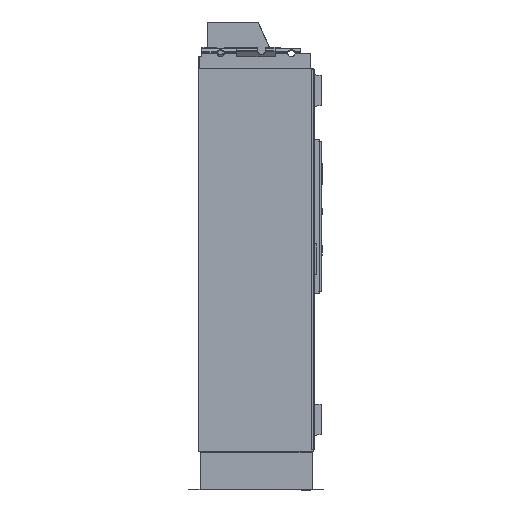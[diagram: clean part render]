
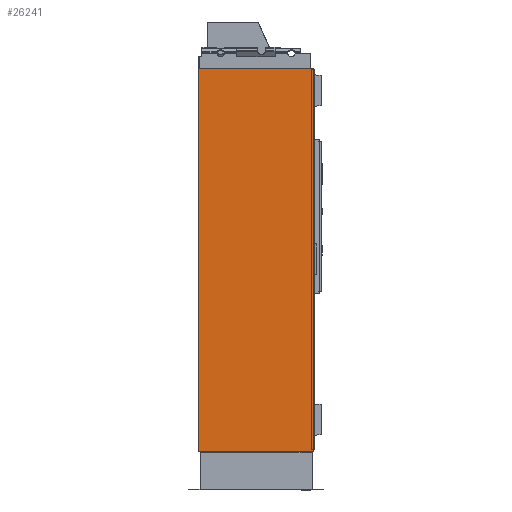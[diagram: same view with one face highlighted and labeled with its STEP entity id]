
A CAD part, left-side view. The second image highlights one B-rep face of the part: STEP entity #26241.
In plain terms, the highlighted planar face has unit normal (-1, 0, 0).
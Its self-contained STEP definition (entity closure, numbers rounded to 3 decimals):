
#26241=ADVANCED_FACE('',(#32755),#29520,.T.);
#29520=PLANE('',#97435);
#32755=FACE_OUTER_BOUND('',#37725,.T.);
#37725=EDGE_LOOP('',(#55826,#55827,#55828,#55829));
#55826=ORIENTED_EDGE('',*,*,#74800,.F.);
#55827=ORIENTED_EDGE('',*,*,#74801,.T.);
#55828=ORIENTED_EDGE('',*,*,#74802,.F.);
#55829=ORIENTED_EDGE('',*,*,#74803,.F.);
#65356=VERTEX_POINT('',#142288);
#65357=VERTEX_POINT('',#142290);
#65358=VERTEX_POINT('',#142294);
#65359=VERTEX_POINT('',#142296);
#74800=EDGE_CURVE('',#65357,#65356,#83399,.T.);
#74801=EDGE_CURVE('',#65357,#65358,#83400,.T.);
#74802=EDGE_CURVE('',#65359,#65358,#83401,.T.);
#74803=EDGE_CURVE('',#65356,#65359,#83402,.T.);
#83399=LINE('',#142291,#91896);
#83400=LINE('',#142293,#91897);
#83401=LINE('',#142295,#91898);
#83402=LINE('',#142297,#91899);
#91896=VECTOR('',#113405,1.);
#91897=VECTOR('',#113408,1.);
#91898=VECTOR('',#113409,1.);
#91899=VECTOR('',#113410,1.);
#97435=AXIS2_PLACEMENT_3D('',#142298,#113411,#113412);
#113405=DIRECTION('',(0.,-1.,0.));
#113408=DIRECTION('',(0.,0.,-1.));
#113409=DIRECTION('',(0.,1.,0.));
#113410=DIRECTION('',(0.,0.,-1.));
#113411=DIRECTION('',(-1.,0.,0.));
#113412=DIRECTION('',(0.,0.,1.));
#142288=CARTESIAN_POINT('',(-1950.,0.,1899.5));
#142290=CARTESIAN_POINT('',(-1950.,600.,1899.5));
#142291=CARTESIAN_POINT('',(-1950.,600.,1899.5));
#142293=CARTESIAN_POINT('',(-1950.,600.,0.));
#142294=CARTESIAN_POINT('',(-1950.,600.,-100.));
#142295=CARTESIAN_POINT('',(-1950.,600.,-100.));
#142296=CARTESIAN_POINT('',(-1950.,0.,-100.));
#142297=CARTESIAN_POINT('',(-1950.,0.,0.));
#142298=CARTESIAN_POINT('',(-1950.,600.,1900.));
